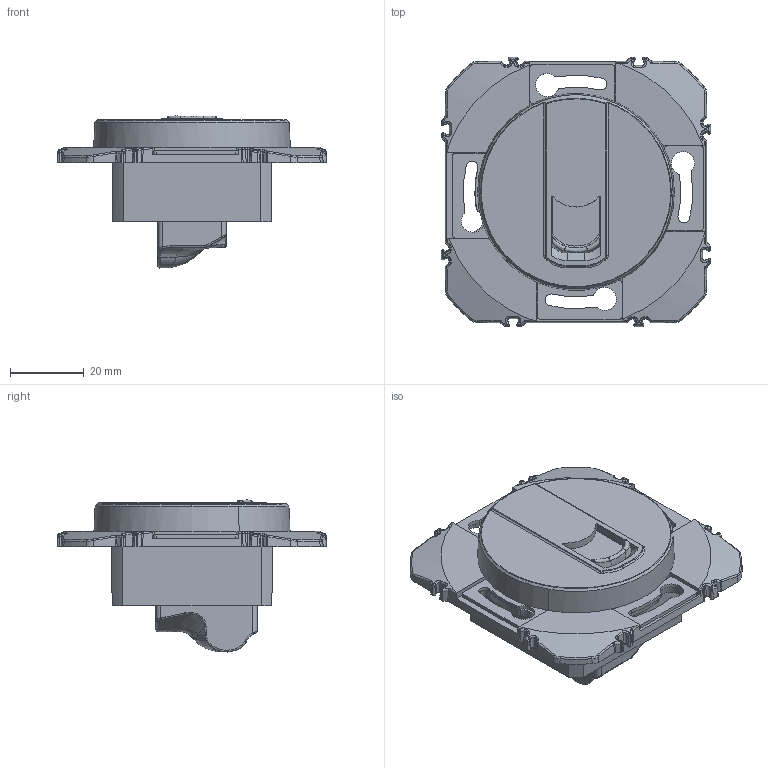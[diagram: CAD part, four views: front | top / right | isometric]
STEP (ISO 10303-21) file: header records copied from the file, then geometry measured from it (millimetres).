
FILE_DESCRIPTION(('CATIA V5 STEP Exchange','CAx-IF Rec.Pracs.--- Model Styling and Organization---1.5--- 2016-08-15','CAx-IF Rec.Pracs.---Supplemental Geometry---1.0---2011-11-01','CAx-IF Rec.Pracs.--- Composite Materials ---1.1---2010-07-15'),'2;1');
FILE_NAME('AB02031.stp','2023-10-05T07:14:23+00:00',('none'),('none'),'CATIA Version 5-6 Release 2020 SP3','CATIA V5 STEP AP214 v2','none');
FILE_SCHEMA(('AUTOMOTIVE_DESIGN { 1 0 10303 214 1 1 1 1 }'));
Length unit declared in the file: millimetre
Products named in the file (1): AB02031_A _AllCATPart
Bounding box: 73 x 73 x 41.18 mm (x, y, z)
Surface area: 20556.3 mm2 (no closed solid volume)
Topology: 0 solids, 8 shells, 561 faces, 1474 edges, 919 vertices
Faces by surface type: bspline 147, plane 140, cylinder 94, torus 84, cone 77, sphere 14, extrusion 4, revolution 1
Entity records: 32863 total; most frequent: CARTESIAN_POINT 21059, ORIENTED_EDGE 2912, DIRECTION 1560, EDGE_CURVE 1464, VERTEX_POINT 919, AXIS2_PLACEMENT_3D 744, B_SPLINE_CURVE_WITH_KNOTS 720, EDGE_LOOP 579
